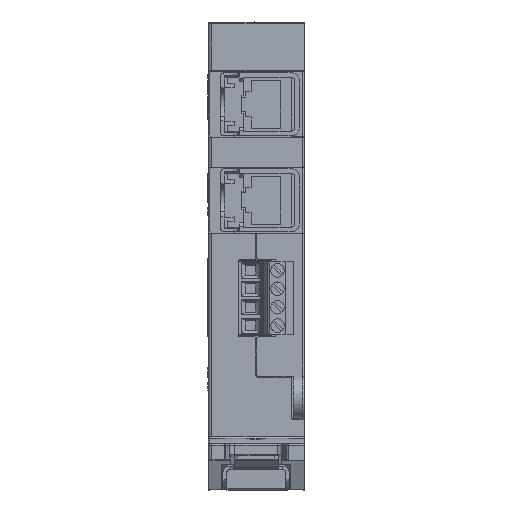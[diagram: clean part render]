
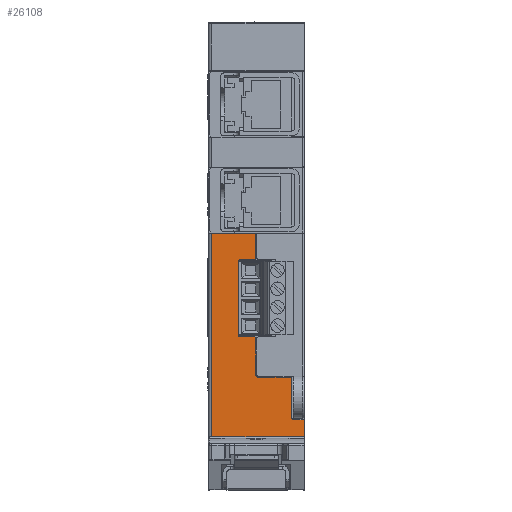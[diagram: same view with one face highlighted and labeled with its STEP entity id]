
A CAD part, front view. The second image highlights one B-rep face of the part: STEP entity #26108.
In plain terms, the highlighted planar face has unit normal (0, -1, 0).
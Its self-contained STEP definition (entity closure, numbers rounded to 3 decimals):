
#23416=PLANE('',#78346);
#26108=ADVANCED_FACE('',(#29569),#23416,.F.);
#29569=FACE_OUTER_BOUND('',#32750,.T.);
#32750=EDGE_LOOP('',(#56752,#56753,#56754,#56755,#56756,#56757,#56758,#56759,
#56760,#56761,#56762,#56763,#56764,#56765,#56766,#56767,#56768,#56769,#56770));
#37280=LINE('',#127664,#43428);
#37281=LINE('',#127667,#43429);
#37282=LINE('',#127669,#43430);
#37283=LINE('',#127671,#43431);
#37284=LINE('',#127673,#43432);
#37285=LINE('',#127677,#43433);
#37286=LINE('',#127681,#43434);
#37287=LINE('',#127685,#43435);
#37288=LINE('',#127689,#43436);
#37289=LINE('',#127693,#43437);
#37290=LINE('',#127697,#43438);
#37291=LINE('',#127701,#43439);
#43428=VECTOR('',#87154,1.);
#43429=VECTOR('',#87155,1.);
#43430=VECTOR('',#87156,1.);
#43431=VECTOR('',#87157,1.);
#43432=VECTOR('',#87158,1.);
#43433=VECTOR('',#87161,1.);
#43434=VECTOR('',#87164,1.);
#43435=VECTOR('',#87167,1.);
#43436=VECTOR('',#87170,1.);
#43437=VECTOR('',#87173,1.);
#43438=VECTOR('',#87176,1.);
#43439=VECTOR('',#87179,1.);
#56752=ORIENTED_EDGE('',*,*,#73937,.T.);
#56753=ORIENTED_EDGE('',*,*,#73938,.T.);
#56754=ORIENTED_EDGE('',*,*,#73939,.F.);
#56755=ORIENTED_EDGE('',*,*,#73940,.F.);
#56756=ORIENTED_EDGE('',*,*,#73941,.F.);
#56757=ORIENTED_EDGE('',*,*,#73942,.F.);
#56758=ORIENTED_EDGE('',*,*,#73943,.F.);
#56759=ORIENTED_EDGE('',*,*,#73944,.F.);
#56760=ORIENTED_EDGE('',*,*,#73945,.F.);
#56761=ORIENTED_EDGE('',*,*,#73946,.F.);
#56762=ORIENTED_EDGE('',*,*,#73947,.F.);
#56763=ORIENTED_EDGE('',*,*,#73948,.F.);
#56764=ORIENTED_EDGE('',*,*,#73949,.F.);
#56765=ORIENTED_EDGE('',*,*,#73950,.F.);
#56766=ORIENTED_EDGE('',*,*,#73951,.F.);
#56767=ORIENTED_EDGE('',*,*,#73952,.F.);
#56768=ORIENTED_EDGE('',*,*,#73953,.F.);
#56769=ORIENTED_EDGE('',*,*,#73954,.F.);
#56770=ORIENTED_EDGE('',*,*,#73955,.F.);
#66430=VERTEX_POINT('',#127665);
#66431=VERTEX_POINT('',#127666);
#66432=VERTEX_POINT('',#127668);
#66433=VERTEX_POINT('',#127670);
#66434=VERTEX_POINT('',#127672);
#66435=VERTEX_POINT('',#127674);
#66436=VERTEX_POINT('',#127676);
#66437=VERTEX_POINT('',#127678);
#66438=VERTEX_POINT('',#127680);
#66439=VERTEX_POINT('',#127682);
#66440=VERTEX_POINT('',#127684);
#66441=VERTEX_POINT('',#127686);
#66442=VERTEX_POINT('',#127688);
#66443=VERTEX_POINT('',#127690);
#66444=VERTEX_POINT('',#127692);
#66445=VERTEX_POINT('',#127694);
#66446=VERTEX_POINT('',#127696);
#66447=VERTEX_POINT('',#127698);
#66448=VERTEX_POINT('',#127700);
#73937=EDGE_CURVE('',#66430,#66431,#37280,.T.);
#73938=EDGE_CURVE('',#66431,#66432,#37281,.T.);
#73939=EDGE_CURVE('',#66433,#66432,#37282,.T.);
#73940=EDGE_CURVE('',#66434,#66433,#37283,.T.);
#73941=EDGE_CURVE('',#66435,#66434,#37284,.T.);
#73942=EDGE_CURVE('',#66436,#66435,#76505,.T.);
#73943=EDGE_CURVE('',#66437,#66436,#37285,.T.);
#73944=EDGE_CURVE('',#66438,#66437,#76506,.T.);
#73945=EDGE_CURVE('',#66439,#66438,#37286,.T.);
#73946=EDGE_CURVE('',#66440,#66439,#76507,.T.);
#73947=EDGE_CURVE('',#66441,#66440,#37287,.T.);
#73948=EDGE_CURVE('',#66442,#66441,#76508,.T.);
#73949=EDGE_CURVE('',#66443,#66442,#37288,.T.);
#73950=EDGE_CURVE('',#66444,#66443,#76509,.T.);
#73951=EDGE_CURVE('',#66445,#66444,#37289,.T.);
#73952=EDGE_CURVE('',#66446,#66445,#76510,.T.);
#73953=EDGE_CURVE('',#66447,#66446,#37290,.T.);
#73954=EDGE_CURVE('',#66448,#66447,#76511,.T.);
#73955=EDGE_CURVE('',#66430,#66448,#37291,.T.);
#76505=CIRCLE('',#78339,0.5);
#76506=CIRCLE('',#78340,0.5);
#76507=CIRCLE('',#78341,0.5);
#76508=CIRCLE('',#78342,0.5);
#76509=CIRCLE('',#78343,0.5);
#76510=CIRCLE('',#78344,0.5);
#76511=CIRCLE('',#78345,0.4);
#78339=AXIS2_PLACEMENT_3D('',#127675,#87159,#87160);
#78340=AXIS2_PLACEMENT_3D('',#127679,#87162,#87163);
#78341=AXIS2_PLACEMENT_3D('',#127683,#87165,#87166);
#78342=AXIS2_PLACEMENT_3D('',#127687,#87168,#87169);
#78343=AXIS2_PLACEMENT_3D('',#127691,#87171,#87172);
#78344=AXIS2_PLACEMENT_3D('',#127695,#87174,#87175);
#78345=AXIS2_PLACEMENT_3D('',#127699,#87177,#87178);
#78346=AXIS2_PLACEMENT_3D('',#127702,#87180,#87181);
#87154=DIRECTION('',(-1.,0.,0.));
#87155=DIRECTION('',(0.,0.,-1.));
#87156=DIRECTION('',(-1.,0.,0.));
#87157=DIRECTION('',(0.,0.,-1.));
#87158=DIRECTION('',(1.,0.,-0.017));
#87159=DIRECTION('',(0.,-1.,0.));
#87160=DIRECTION('',(-0.017,0.,-1.));
#87161=DIRECTION('',(0.,0.,-1.));
#87162=DIRECTION('',(0.,1.,0.));
#87163=DIRECTION('',(1.,0.,0.));
#87164=DIRECTION('',(1.,0.,-0.017));
#87165=DIRECTION('',(0.,-1.,0.));
#87166=DIRECTION('',(-0.017,0.,-1.));
#87167=DIRECTION('',(0.,0.,-1.));
#87168=DIRECTION('',(0.,1.,0.));
#87169=DIRECTION('',(1.,0.,0.));
#87170=DIRECTION('',(1.,0.,0.));
#87171=DIRECTION('',(0.,-1.,0.));
#87172=DIRECTION('',(-0.017,0.,-1.));
#87173=DIRECTION('',(0.,0.,-1.));
#87174=DIRECTION('',(0.,-1.,0.));
#87175=DIRECTION('',(-1.,0.,0.));
#87176=DIRECTION('',(-1.,0.,-0.017));
#87177=DIRECTION('',(0.,1.,0.));
#87178=DIRECTION('',(0.017,0.,-1.));
#87179=DIRECTION('',(0.,0.,-1.));
#87180=DIRECTION('',(0.,1.,0.));
#87181=DIRECTION('',(0.,0.,1.));
#127664=CARTESIAN_POINT('',(26.,20.,61.647));
#127665=CARTESIAN_POINT('',(12.95,20.,61.647));
#127666=CARTESIAN_POINT('',(1.,20.,61.647));
#127667=CARTESIAN_POINT('',(1.,20.,118.398));
#127668=CARTESIAN_POINT('',(1.,20.,6.4));
#127669=CARTESIAN_POINT('',(26.,20.,6.4));
#127670=CARTESIAN_POINT('',(26.,20.,6.4));
#127671=CARTESIAN_POINT('',(26.,20.,118.398));
#127672=CARTESIAN_POINT('',(26.,20.,10.988));
#127673=CARTESIAN_POINT('',(23.191,20.,11.037));
#127674=CARTESIAN_POINT('',(23.191,20.,11.037));
#127675=CARTESIAN_POINT('',(23.2,20.,11.537));
#127676=CARTESIAN_POINT('',(22.7,20.,11.537));
#127677=CARTESIAN_POINT('',(22.7,20.,21.954));
#127678=CARTESIAN_POINT('',(22.7,20.,21.954));
#127679=CARTESIAN_POINT('',(22.2,20.,21.954));
#127680=CARTESIAN_POINT('',(22.209,20.,22.454));
#127681=CARTESIAN_POINT('',(13.441,20.,22.607));
#127682=CARTESIAN_POINT('',(13.441,20.,22.607));
#127683=CARTESIAN_POINT('',(13.45,20.,23.107));
#127684=CARTESIAN_POINT('',(12.95,20.,23.107));
#127685=CARTESIAN_POINT('',(12.95,20.,61.647));
#127686=CARTESIAN_POINT('',(12.95,20.,33.268));
#127687=CARTESIAN_POINT('',(12.534,20.,32.99));
#127688=CARTESIAN_POINT('',(12.534,20.,33.49));
#127689=CARTESIAN_POINT('',(8.666,20.,33.49));
#127690=CARTESIAN_POINT('',(8.666,20.,33.49));
#127691=CARTESIAN_POINT('',(8.666,20.,33.99));
#127692=CARTESIAN_POINT('',(8.166,20.,33.99));
#127693=CARTESIAN_POINT('',(8.166,20.,54.007));
#127694=CARTESIAN_POINT('',(8.166,20.,54.007));
#127695=CARTESIAN_POINT('',(8.666,20.,54.007));
#127696=CARTESIAN_POINT('',(8.657,20.,54.507));
#127697=CARTESIAN_POINT('',(12.623,20.,54.577));
#127698=CARTESIAN_POINT('',(12.623,20.,54.577));
#127699=CARTESIAN_POINT('',(12.616,20.,54.977));
#127700=CARTESIAN_POINT('',(12.95,20.,54.756));
#127701=CARTESIAN_POINT('',(12.95,20.,61.647));
#127702=CARTESIAN_POINT('',(26.,20.,118.398));
